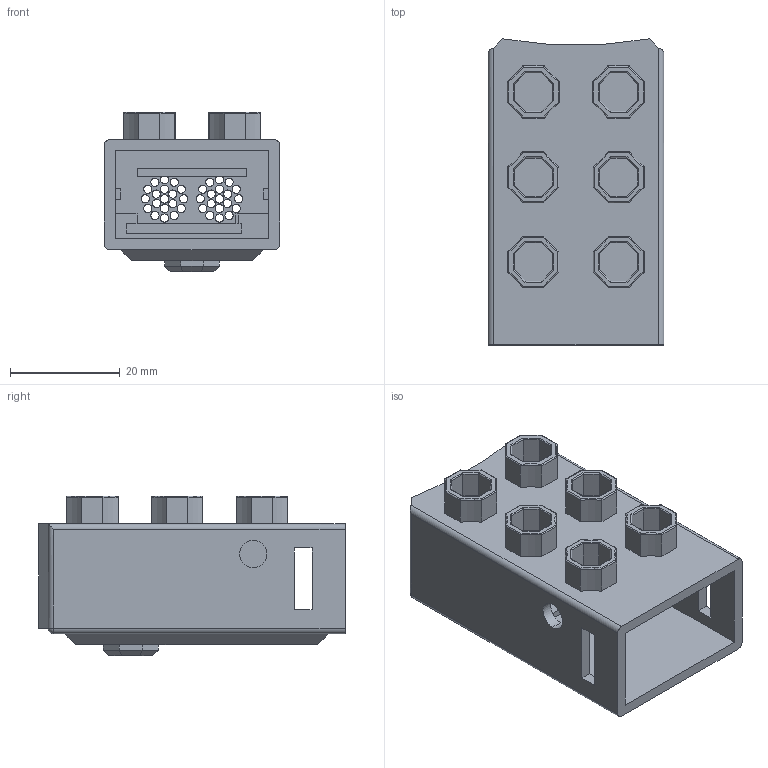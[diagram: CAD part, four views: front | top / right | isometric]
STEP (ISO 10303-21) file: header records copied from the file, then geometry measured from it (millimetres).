
FILE_DESCRIPTION (( 'STEP AP214' ), '1' );
FILE_NAME ('Camcase_New_withvent.STEP', '2024-03-15T04:58:12', ( '' ), ( '' ), 'SwSTEP 2.0', 'SolidWorks 2023', '' );
FILE_SCHEMA (( 'AUTOMOTIVE_DESIGN' ));
Length unit declared in the file: millimetre
Products named in the file (1): Camcase_New_withvent
Bounding box: 32 x 55.68 x 29 mm (x, y, z)
Volume: 16457.4 mm3; surface area: 14637.9 mm2
Topology: 1 solids, 1 shells, 469 faces, 1342 edges, 850 vertices
Faces by surface type: cylinder 204, plane 163, bspline 76, torus 24, sphere 2
Entity records: 20434 total; most frequent: CARTESIAN_POINT 9197, ORIENTED_EDGE 2680, DIRECTION 1888, EDGE_CURVE 1340, VERTEX_POINT 850, AXIS2_PLACEMENT_3D 648, LINE 592, VECTOR 592
